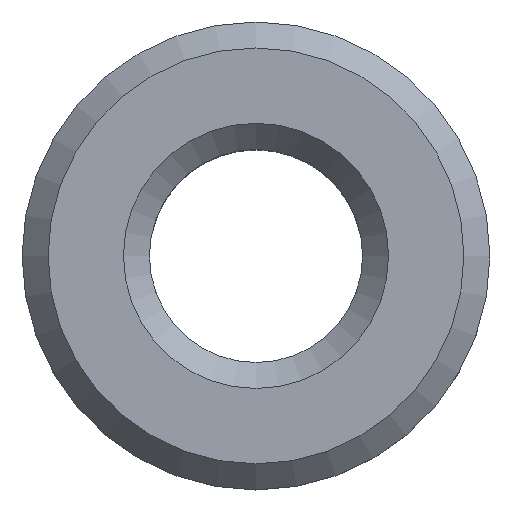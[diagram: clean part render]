
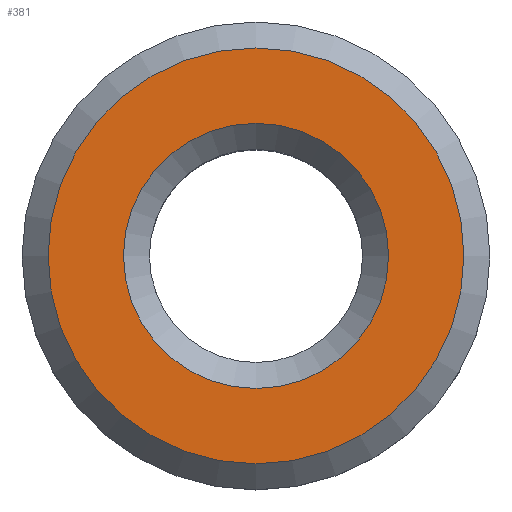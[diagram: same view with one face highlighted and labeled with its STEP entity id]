
A CAD part, top view. The second image highlights one B-rep face of the part: STEP entity #381.
In plain terms, the highlighted planar face has unit normal (0, 0, 1).
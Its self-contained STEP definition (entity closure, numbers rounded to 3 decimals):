
#40=FACE_BOUND('',#74,.T.);
#42=PLANE('',#419);
#51=FACE_OUTER_BOUND('',#73,.T.);
#73=EDGE_LOOP('',(#264));
#74=EDGE_LOOP('',(#265));
#147=CIRCLE('',#418,2.55);
#148=CIRCLE('',#420,4.);
#165=VERTEX_POINT('',#567);
#166=VERTEX_POINT('',#571);
#204=EDGE_CURVE('',#165,#165,#147,.T.);
#205=EDGE_CURVE('',#166,#166,#148,.T.);
#264=ORIENTED_EDGE('',*,*,#205,.F.);
#265=ORIENTED_EDGE('',*,*,#204,.F.);
#381=ADVANCED_FACE('',(#51,#40),#42,.T.);
#418=AXIS2_PLACEMENT_3D('',#569,#463,#464);
#419=AXIS2_PLACEMENT_3D('',#570,#465,#466);
#420=AXIS2_PLACEMENT_3D('',#572,#467,#468);
#463=DIRECTION('center_axis',(0.,0.,
1.));
#464=DIRECTION('ref_axis',(-1.,0.,0.));
#465=DIRECTION('center_axis',(0.,0.,
1.));
#466=DIRECTION('ref_axis',(-1.,0.,0.));
#467=DIRECTION('center_axis',(0.,0.,
-1.));
#468=DIRECTION('ref_axis',(-1.,0.,0.));
#567=CARTESIAN_POINT('',(2.55,0.,-4.089));
#569=CARTESIAN_POINT('Origin',(0.,0.,
-4.089));
#570=CARTESIAN_POINT('Origin',(-9.997,8.926,-4.089));
#571=CARTESIAN_POINT('',(4.,0.,-4.089));
#572=CARTESIAN_POINT('Origin',(0.,0.,
-4.089));
